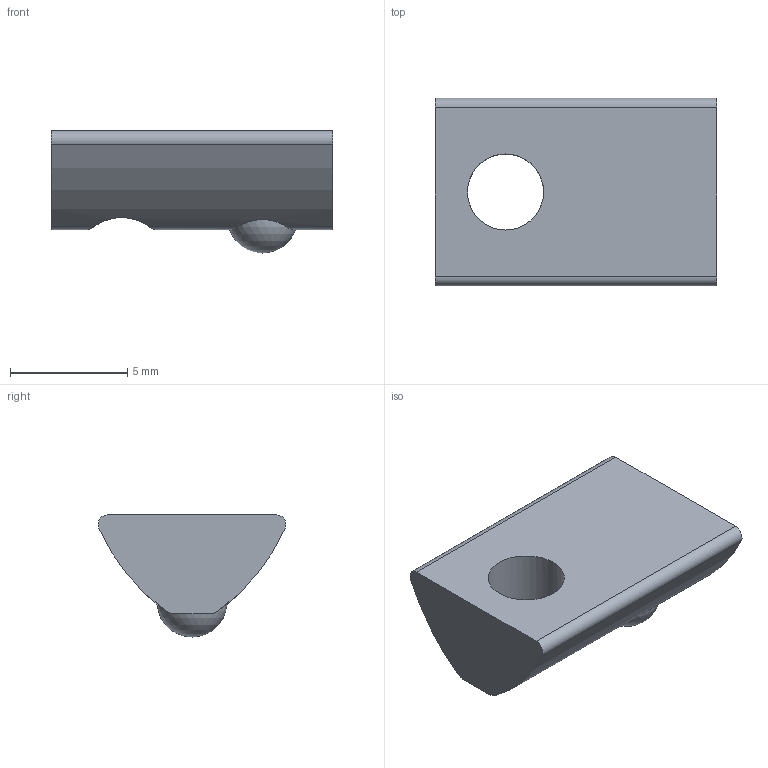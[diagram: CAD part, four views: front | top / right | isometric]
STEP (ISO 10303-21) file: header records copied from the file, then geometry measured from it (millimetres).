
FILE_DESCRIPTION(/* description */ ('STEP AP214'),/* implementation_level */ '2;1');
FILE_NAME(/* name */ '1008418.stp',/* time_stamp */ '2024-05-01T09:01:16+02:00',/* author */ ('b.steehouwer'),/* organization */ ('CADENAS'),/* preprocessor_version */ 'ST-DEVELOPER v18.1',/* originating_system */ 'Autodesk Inventor 2021',/* authorisation */ ' ');
FILE_SCHEMA (('AUTOMOTIVE_DESIGN { 1 0 10303 214 3 1 1 }'));
Length unit declared in the file: millimetre
Products named in the file (1): 1008418
Bounding box: 12 x 7.99 x 5.2 mm (x, y, z)
Volume: 262.4 mm3; surface area: 330.2 mm2
Topology: 1 solids, 1 shells, 20 faces, 57 edges, 38 vertices
Faces by surface type: cylinder 12, plane 7, sphere 1
Full cylindrical faces by diameter (mm): 3.03 x1, 3.242 x1
Entity records: 803 total; most frequent: CARTESIAN_POINT 201, ORIENTED_EDGE 112, DIRECTION 108, EDGE_CURVE 56, AXIS2_PLACEMENT_3D 43, VERTEX_POINT 38, EDGE_LOOP 22, LINE 22
